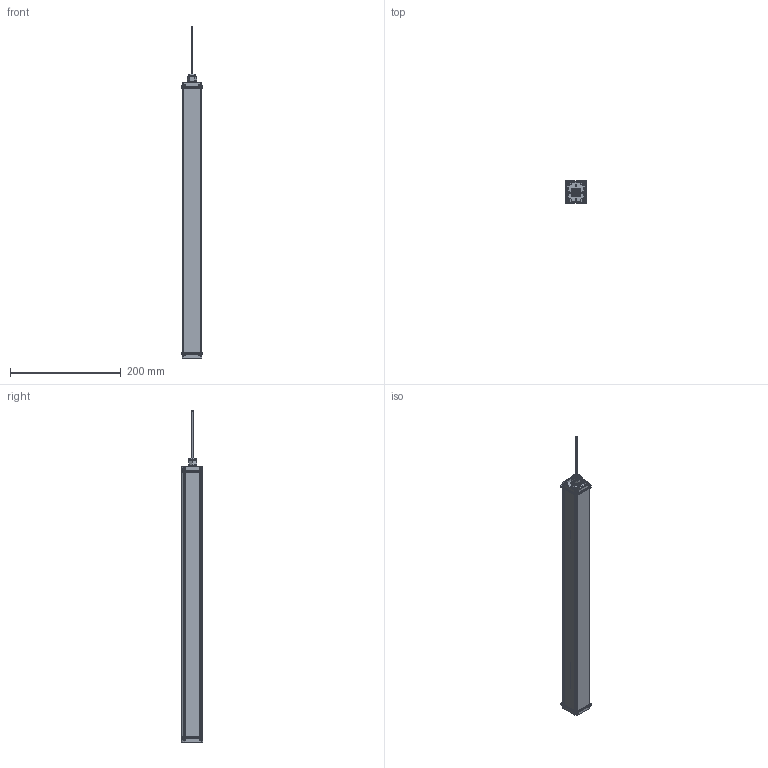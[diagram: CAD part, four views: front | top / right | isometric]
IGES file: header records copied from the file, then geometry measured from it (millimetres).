
Start section:  PTC IGES file: 213299.igs
Global section: file name: 213299.igs; native system: Creo Parametric by PTC Inc.; preprocessor: 2018300; author: pdmadmin; organization: Unknown; date: 20190801.122352; units: millimetre
Bounding box: 37.44 x 39.52 x 598.69 mm (x, y, z)
Volume: 222362.7 mm3; surface area: 1071724 mm2
Topology: 26 solids, 35 shells, 2926 faces, 15916 edges, 20558 vertices
Faces by surface type: revolution 1944, bspline 982
